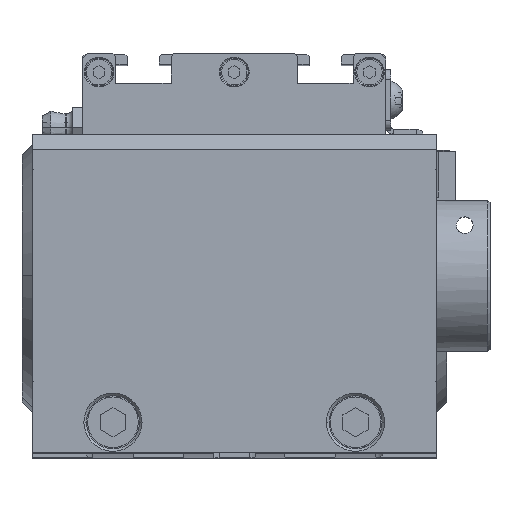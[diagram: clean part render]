
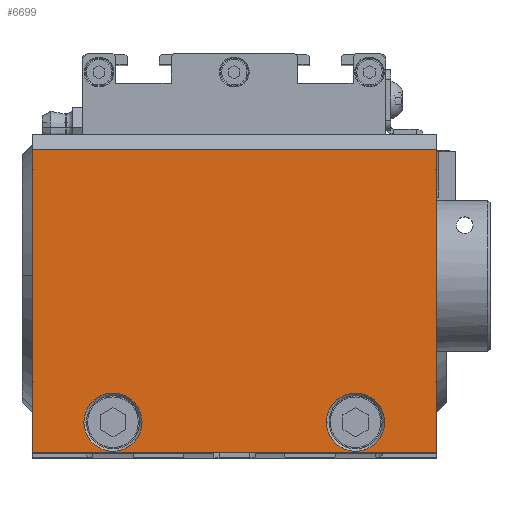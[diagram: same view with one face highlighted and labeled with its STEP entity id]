
A CAD part, top view. The second image highlights one B-rep face of the part: STEP entity #6699.
In plain terms, the highlighted planar face has unit normal (0, 0, 1).
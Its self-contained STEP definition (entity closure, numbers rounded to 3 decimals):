
#637 = CARTESIAN_POINT ( 'NONE',  ( -40., 0., 29.5 ) ) ;
#922 = LINE ( 'NONE', #14198, #23839 ) ;
#951 = FACE_BOUND ( 'NONE', #25674, .T. ) ;
#1520 = EDGE_LOOP ( 'NONE', ( #3929, #21977 ) ) ;
#2275 = PLANE ( 'NONE',  #4294 ) ;
#2289 = CARTESIAN_POINT ( 'NONE',  ( -24., 6., 29.5 ) ) ;
#2355 = CIRCLE ( 'NONE', #22473, 5.75 ) ;
#2389 = CARTESIAN_POINT ( 'NONE',  ( 40., 60., 29.5 ) ) ;
#2450 = CARTESIAN_POINT ( 'NONE',  ( -24., 6., 29.5 ) ) ;
#2725 = DIRECTION ( 'NONE',  ( 0., 0., -1. ) ) ;
#3760 = VECTOR ( 'NONE', #23325, 1000. ) ;
#3929 = ORIENTED_EDGE ( 'NONE', *, *, #16867, .T. ) ;
#4294 = AXIS2_PLACEMENT_3D ( 'NONE', #9014, #15629, #4577 ) ;
#4577 = DIRECTION ( 'NONE',  ( 1., 0., 0. ) ) ;
#4601 = EDGE_CURVE ( 'NONE', #16030, #18671, #2355, .T. ) ;
#4651 = VERTEX_POINT ( 'NONE', #9767 ) ;
#4780 = ORIENTED_EDGE ( 'NONE', *, *, #25652, .F. ) ;
#4870 = CARTESIAN_POINT ( 'NONE',  ( -40., 0., 29.5 ) ) ;
#4941 = DIRECTION ( 'NONE',  ( 1., 0., 0. ) ) ;
#5344 = ORIENTED_EDGE ( 'NONE', *, *, #22639, .T. ) ;
#5424 = ORIENTED_EDGE ( 'NONE', *, *, #16828, .T. ) ;
#5597 = VERTEX_POINT ( 'NONE', #2389 ) ;
#6045 = CARTESIAN_POINT ( 'NONE',  ( 18.25, 6., 29.5 ) ) ;
#6637 = AXIS2_PLACEMENT_3D ( 'NONE', #2450, #9293, #18053 ) ;
#6699 = ADVANCED_FACE ( 'NONE', ( #12715, #951, #23859 ), #2275, .T. ) ;
#9014 = CARTESIAN_POINT ( 'NONE',  ( -40., 0., 29.5 ) ) ;
#9293 = DIRECTION ( 'NONE',  ( 0., 0., -1. ) ) ;
#9340 = ORIENTED_EDGE ( 'NONE', *, *, #13282, .T. ) ;
#9767 = CARTESIAN_POINT ( 'NONE',  ( -18.25, 6., 29.5 ) ) ;
#9871 = CARTESIAN_POINT ( 'NONE',  ( 24., 6., 29.5 ) ) ;
#10781 = DIRECTION ( 'NONE',  ( 1., 0., 0. ) ) ;
#11173 = DIRECTION ( 'NONE',  ( 0., 0., -1. ) ) ;
#11325 = VERTEX_POINT ( 'NONE', #637 ) ;
#11630 = DIRECTION ( 'NONE',  ( 0., 0., -1. ) ) ;
#11825 = DIRECTION ( 'NONE',  ( 1., 0., 0. ) ) ;
#12539 = LINE ( 'NONE', #25329, #14637 ) ;
#12715 = FACE_BOUND ( 'NONE', #1520, .T. ) ;
#13088 = LINE ( 'NONE', #16902, #3760 ) ;
#13282 = EDGE_CURVE ( 'NONE', #18423, #4651, #27822, .T. ) ;
#13901 = DIRECTION ( 'NONE',  ( 0., -1., 0. ) ) ;
#14023 = CARTESIAN_POINT ( 'NONE',  ( 40., 0., 29.5 ) ) ;
#14198 = CARTESIAN_POINT ( 'NONE',  ( -40., 0., 29.5 ) ) ;
#14637 = VECTOR ( 'NONE', #27793, 1000. ) ;
#15163 = VERTEX_POINT ( 'NONE', #24752 ) ;
#15404 = AXIS2_PLACEMENT_3D ( 'NONE', #22399, #2725, #4941 ) ;
#15629 = DIRECTION ( 'NONE',  ( 0., 0., 1. ) ) ;
#15731 = DIRECTION ( 'NONE',  ( 1., 0., 0. ) ) ;
#16030 = VERTEX_POINT ( 'NONE', #6045 ) ;
#16166 = CARTESIAN_POINT ( 'NONE',  ( 29.75, 6., 29.5 ) ) ;
#16725 = VECTOR ( 'NONE', #10781, 1000. ) ;
#16828 = EDGE_CURVE ( 'NONE', #4651, #18423, #26239, .T. ) ;
#16867 = EDGE_CURVE ( 'NONE', #18671, #16030, #22679, .T. ) ;
#16902 = CARTESIAN_POINT ( 'NONE',  ( 40., 0., 29.5 ) ) ;
#18053 = DIRECTION ( 'NONE',  ( 1., 0., 0. ) ) ;
#18069 = EDGE_CURVE ( 'NONE', #5597, #15163, #12539, .T. ) ;
#18423 = VERTEX_POINT ( 'NONE', #25765 ) ;
#18671 = VERTEX_POINT ( 'NONE', #16166 ) ;
#19993 = EDGE_CURVE ( 'NONE', #15163, #11325, #922, .T. ) ;
#21977 = ORIENTED_EDGE ( 'NONE', *, *, #4601, .T. ) ;
#22399 = CARTESIAN_POINT ( 'NONE',  ( 24., 6., 29.5 ) ) ;
#22473 = AXIS2_PLACEMENT_3D ( 'NONE', #9871, #11630, #11825 ) ;
#22639 = EDGE_CURVE ( 'NONE', #11325, #23968, #27609, .T. ) ;
#22679 = CIRCLE ( 'NONE', #15404, 5.75 ) ;
#23325 = DIRECTION ( 'NONE',  ( 0., -1., 0. ) ) ;
#23839 = VECTOR ( 'NONE', #13901, 1000. ) ;
#23859 = FACE_OUTER_BOUND ( 'NONE', #28344, .T. ) ;
#23968 = VERTEX_POINT ( 'NONE', #14023 ) ;
#24131 = ORIENTED_EDGE ( 'NONE', *, *, #19993, .T. ) ;
#24576 = ORIENTED_EDGE ( 'NONE', *, *, #18069, .T. ) ;
#24752 = CARTESIAN_POINT ( 'NONE',  ( -40., 60., 29.5 ) ) ;
#25329 = CARTESIAN_POINT ( 'NONE',  ( -40., 60., 29.5 ) ) ;
#25652 = EDGE_CURVE ( 'NONE', #5597, #23968, #13088, .T. ) ;
#25674 = EDGE_LOOP ( 'NONE', ( #5424, #9340 ) ) ;
#25765 = CARTESIAN_POINT ( 'NONE',  ( -29.75, 6., 29.5 ) ) ;
#26239 = CIRCLE ( 'NONE', #6637, 5.75 ) ;
#26631 = AXIS2_PLACEMENT_3D ( 'NONE', #2289, #11173, #15731 ) ;
#27609 = LINE ( 'NONE', #4870, #16725 ) ;
#27793 = DIRECTION ( 'NONE',  ( -1., 0., 0. ) ) ;
#27822 = CIRCLE ( 'NONE', #26631, 5.75 ) ;
#28344 = EDGE_LOOP ( 'NONE', ( #4780, #24576, #24131, #5344 ) ) ;
